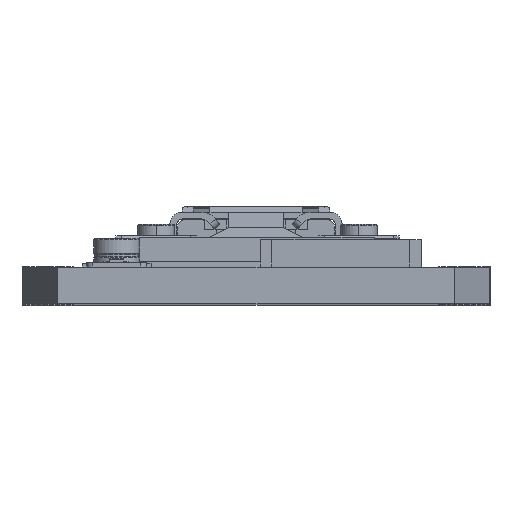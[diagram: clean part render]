
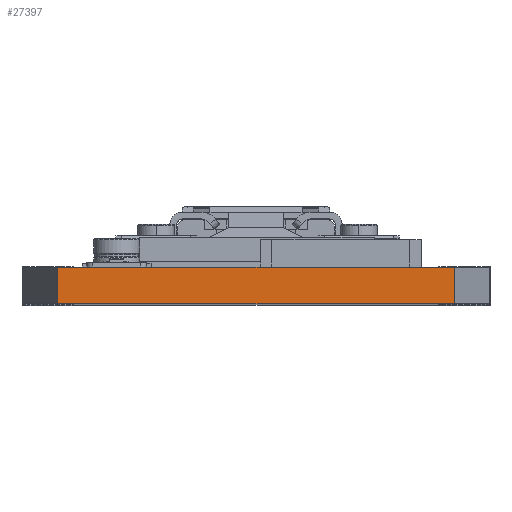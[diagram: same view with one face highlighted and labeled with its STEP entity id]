
A CAD part, top view. The second image highlights one B-rep face of the part: STEP entity #27397.
In plain terms, the highlighted face is planar.
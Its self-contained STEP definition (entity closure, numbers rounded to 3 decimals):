
#366 = DIRECTION ( 'NONE',  ( 1., 0., 0. ) ) ;
#1865 = EDGE_CURVE ( 'NONE', #15291, #44272, #7340, .T. ) ;
#1957 = VECTOR ( 'NONE', #17260, 1000. ) ;
#1993 = VECTOR ( 'NONE', #366, 1000. ) ;
#2784 = EDGE_CURVE ( 'NONE', #9821, #46557, #23998, .T. ) ;
#3700 = CARTESIAN_POINT ( 'NONE',  ( 1.524, 0., -1.6 ) ) ;
#5152 = CARTESIAN_POINT ( 'NONE',  ( 1.524, 0., 0. ) ) ;
#6164 = VECTOR ( 'NONE', #41412, 1000. ) ;
#6548 = EDGE_CURVE ( 'NONE', #9821, #15291, #21713, .T. ) ;
#7340 = LINE ( 'NONE', #45234, #6164 ) ;
#9821 = VERTEX_POINT ( 'NONE', #3700 ) ;
#11149 = CARTESIAN_POINT ( 'NONE',  ( 18.796, 0., 0. ) ) ;
#12637 = ORIENTED_EDGE ( 'NONE', *, *, #2784, .F. ) ;
#12844 = DIRECTION ( 'NONE',  ( -1., 0., 0. ) ) ;
#13018 = DIRECTION ( 'NONE',  ( 0., -1., 0. ) ) ;
#13173 = CARTESIAN_POINT ( 'NONE',  ( 1.524, 0., -1.6 ) ) ;
#14974 = PLANE ( 'NONE',  #43249 ) ;
#15291 = VERTEX_POINT ( 'NONE', #27857 ) ;
#16103 = ORIENTED_EDGE ( 'NONE', *, *, #17817, .F. ) ;
#17260 = DIRECTION ( 'NONE',  ( 0., 0., 1. ) ) ;
#17817 = EDGE_CURVE ( 'NONE', #46557, #44272, #23264, .T. ) ;
#18123 = CARTESIAN_POINT ( 'NONE',  ( 1.524, 0., -1.6 ) ) ;
#21713 = LINE ( 'NONE', #44284, #1993 ) ;
#22112 = VECTOR ( 'NONE', #41050, 1000. ) ;
#22410 = CARTESIAN_POINT ( 'NONE',  ( 1.524, 0., 0. ) ) ;
#23264 = LINE ( 'NONE', #22410, #22112 ) ;
#23998 = LINE ( 'NONE', #18123, #1957 ) ;
#27397 = ADVANCED_FACE ( 'NONE', ( #40279 ), #14974, .T. ) ;
#27857 = CARTESIAN_POINT ( 'NONE',  ( 18.796, 0., -1.6 ) ) ;
#28775 = ORIENTED_EDGE ( 'NONE', *, *, #6548, .T. ) ;
#30368 = EDGE_LOOP ( 'NONE', ( #16103, #12637, #28775, #32196 ) ) ;
#32196 = ORIENTED_EDGE ( 'NONE', *, *, #1865, .T. ) ;
#40279 = FACE_OUTER_BOUND ( 'NONE', #30368, .T. ) ;
#41050 = DIRECTION ( 'NONE',  ( 1., 0., 0. ) ) ;
#41412 = DIRECTION ( 'NONE',  ( 0., 0., 1. ) ) ;
#43249 = AXIS2_PLACEMENT_3D ( 'NONE', #13173, #13018, #12844 ) ;
#44272 = VERTEX_POINT ( 'NONE', #11149 ) ;
#44284 = CARTESIAN_POINT ( 'NONE',  ( 1.524, 0., -1.6 ) ) ;
#45234 = CARTESIAN_POINT ( 'NONE',  ( 18.796, 0., -1.6 ) ) ;
#46557 = VERTEX_POINT ( 'NONE', #5152 ) ;
